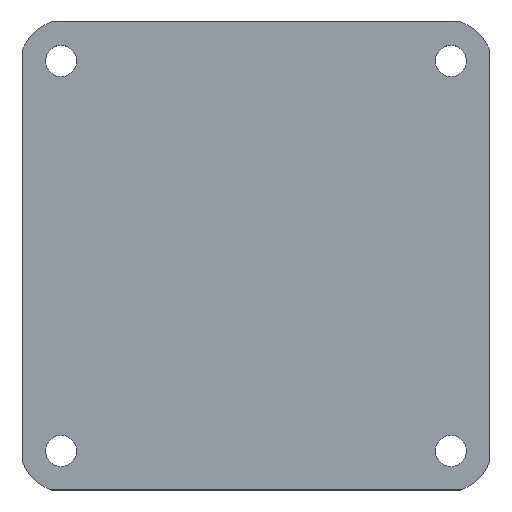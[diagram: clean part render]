
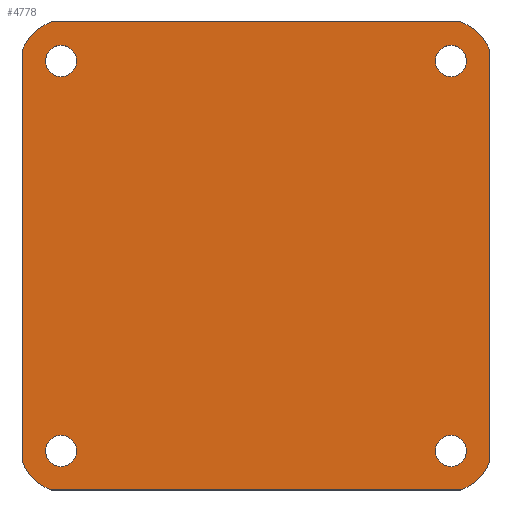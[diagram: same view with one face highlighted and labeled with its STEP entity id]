
A CAD part, top view. The second image highlights one B-rep face of the part: STEP entity #4778.
In plain terms, the highlighted planar face has unit normal (0, 0, 1).
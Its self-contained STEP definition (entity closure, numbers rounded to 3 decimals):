
#5 = DIRECTION ( 'NONE',  ( 0., 0., 1. ) ) ;
#98 = CARTESIAN_POINT ( 'NONE',  ( -96.464, 96.464, 8. ) ) ;
#117 = VERTEX_POINT ( 'NONE', #8446 ) ;
#118 = CARTESIAN_POINT ( 'NONE',  ( -108., -100., 8. ) ) ;
#296 = CARTESIAN_POINT ( 'NONE',  ( 120., -104.895, 8. ) ) ;
#423 = VERTEX_POINT ( 'NONE', #779 ) ;
#460 = DIRECTION ( 'NONE',  ( 0., 0., 1. ) ) ;
#490 = FACE_BOUND ( 'NONE', #1437, .T. ) ;
#604 = VERTEX_POINT ( 'NONE', #6217 ) ;
#642 = CARTESIAN_POINT ( 'NONE',  ( 120., 104.895, 8. ) ) ;
#675 = CIRCLE ( 'NONE', #1368, 8. ) ;
#751 = AXIS2_PLACEMENT_3D ( 'NONE', #3548, #5524, #8155 ) ;
#762 = CARTESIAN_POINT ( 'NONE',  ( -104.895, 120., 8. ) ) ;
#779 = CARTESIAN_POINT ( 'NONE',  ( 104.895, -120., 8. ) ) ;
#855 = AXIS2_PLACEMENT_3D ( 'NONE', #4583, #7200, #7796 ) ;
#862 = VECTOR ( 'NONE', #1618, 1000. ) ;
#881 = DIRECTION ( 'NONE',  ( 0., 0., 1. ) ) ;
#908 = EDGE_CURVE ( 'NONE', #3070, #7757, #5934, .T. ) ;
#1029 = CARTESIAN_POINT ( 'NONE',  ( -120., -104.895, 8. ) ) ;
#1159 = AXIS2_PLACEMENT_3D ( 'NONE', #3597, #1493, #2831 ) ;
#1181 = DIRECTION ( 'NONE',  ( 1., 0., 0. ) ) ;
#1184 = DIRECTION ( 'NONE',  ( 1., 0., 0. ) ) ;
#1263 = PLANE ( 'NONE',  #7250 ) ;
#1339 = ORIENTED_EDGE ( 'NONE', *, *, #3852, .T. ) ;
#1368 = AXIS2_PLACEMENT_3D ( 'NONE', #4245, #3614, #6219 ) ;
#1437 = EDGE_LOOP ( 'NONE', ( #4820, #5605 ) ) ;
#1493 = DIRECTION ( 'NONE',  ( 0., 0., 1. ) ) ;
#1552 = CIRCLE ( 'NONE', #3062, 8. ) ;
#1567 = DIRECTION ( 'NONE',  ( 0., 1., 0. ) ) ;
#1581 = DIRECTION ( 'NONE',  ( 1., 0., 0. ) ) ;
#1618 = DIRECTION ( 'NONE',  ( -1., 0., 0. ) ) ;
#1629 = EDGE_CURVE ( 'NONE', #7757, #423, #4205, .T. ) ;
#1652 = DIRECTION ( 'NONE',  ( 1., 0., 0. ) ) ;
#1656 = CIRCLE ( 'NONE', #5478, 25. ) ;
#1780 = ORIENTED_EDGE ( 'NONE', *, *, #5182, .F. ) ;
#1837 = VECTOR ( 'NONE', #6796, 1000. ) ;
#1896 = ORIENTED_EDGE ( 'NONE', *, *, #6359, .F. ) ;
#1973 = CARTESIAN_POINT ( 'NONE',  ( 108., 100., 8. ) ) ;
#2012 = VERTEX_POINT ( 'NONE', #6344 ) ;
#2073 = CIRCLE ( 'NONE', #4670, 8. ) ;
#2125 = ORIENTED_EDGE ( 'NONE', *, *, #2233, .F. ) ;
#2233 = EDGE_CURVE ( 'NONE', #604, #5665, #1552, .T. ) ;
#2303 = CARTESIAN_POINT ( 'NONE',  ( 120., 120., 8. ) ) ;
#2357 = CARTESIAN_POINT ( 'NONE',  ( 96.464, -96.464, 8. ) ) ;
#2392 = LINE ( 'NONE', #2303, #1837 ) ;
#2433 = DIRECTION ( 'NONE',  ( 1., 0., 0. ) ) ;
#2439 = ORIENTED_EDGE ( 'NONE', *, *, #4589, .T. ) ;
#2464 = DIRECTION ( 'NONE',  ( 1., 0., 0. ) ) ;
#2471 = ORIENTED_EDGE ( 'NONE', *, *, #6659, .T. ) ;
#2527 = CARTESIAN_POINT ( 'NONE',  ( 92., 100., 8. ) ) ;
#2533 = EDGE_CURVE ( 'NONE', #2012, #2782, #6907, .T. ) ;
#2782 = VERTEX_POINT ( 'NONE', #7242 ) ;
#2786 = ORIENTED_EDGE ( 'NONE', *, *, #3531, .F. ) ;
#2831 = DIRECTION ( 'NONE',  ( 1., 0., 0. ) ) ;
#2849 = CARTESIAN_POINT ( 'NONE',  ( -120., -120., 8. ) ) ;
#2993 = DIRECTION ( 'NONE',  ( 0., 0., 1. ) ) ;
#3062 = AXIS2_PLACEMENT_3D ( 'NONE', #7233, #7833, #1181 ) ;
#3070 = VERTEX_POINT ( 'NONE', #1029 ) ;
#3157 = ORIENTED_EDGE ( 'NONE', *, *, #1629, .T. ) ;
#3162 = VECTOR ( 'NONE', #1567, 1000. ) ;
#3238 = CARTESIAN_POINT ( 'NONE',  ( 104.895, 120., 8. ) ) ;
#3242 = DIRECTION ( 'NONE',  ( 0., 0., 1. ) ) ;
#3298 = VERTEX_POINT ( 'NONE', #642 ) ;
#3321 = DIRECTION ( 'NONE',  ( 0., 0., 1. ) ) ;
#3473 = EDGE_CURVE ( 'NONE', #5665, #604, #4166, .T. ) ;
#3495 = FACE_BOUND ( 'NONE', #5454, .T. ) ;
#3531 = EDGE_CURVE ( 'NONE', #117, #5844, #6358, .T. ) ;
#3548 = CARTESIAN_POINT ( 'NONE',  ( -100., -100., 8. ) ) ;
#3550 = CARTESIAN_POINT ( 'NONE',  ( 120., 120., 8. ) ) ;
#3577 = FACE_BOUND ( 'NONE', #3874, .T. ) ;
#3596 = VECTOR ( 'NONE', #8211, 1000. ) ;
#3597 = CARTESIAN_POINT ( 'NONE',  ( -100., 100., 8. ) ) ;
#3614 = DIRECTION ( 'NONE',  ( 0., 0., 1. ) ) ;
#3737 = VERTEX_POINT ( 'NONE', #762 ) ;
#3741 = CARTESIAN_POINT ( 'NONE',  ( -108., 100., 8. ) ) ;
#3816 = ORIENTED_EDGE ( 'NONE', *, *, #8348, .F. ) ;
#3830 = CARTESIAN_POINT ( 'NONE',  ( 100., 100., 8. ) ) ;
#3852 = EDGE_CURVE ( 'NONE', #3298, #4487, #5000, .T. ) ;
#3874 = EDGE_LOOP ( 'NONE', ( #3816, #2786 ) ) ;
#4166 = CIRCLE ( 'NONE', #1159, 8. ) ;
#4205 = LINE ( 'NONE', #2849, #3596 ) ;
#4245 = CARTESIAN_POINT ( 'NONE',  ( 100., 100., 8. ) ) ;
#4383 = DIRECTION ( 'NONE',  ( 0., 0., 1. ) ) ;
#4392 = AXIS2_PLACEMENT_3D ( 'NONE', #2357, #460, #1184 ) ;
#4487 = VERTEX_POINT ( 'NONE', #3238 ) ;
#4583 = CARTESIAN_POINT ( 'NONE',  ( -96.464, -96.464, 8. ) ) ;
#4589 = EDGE_CURVE ( 'NONE', #4487, #3737, #5474, .T. ) ;
#4636 = EDGE_CURVE ( 'NONE', #2782, #2012, #7033, .T. ) ;
#4670 = AXIS2_PLACEMENT_3D ( 'NONE', #3830, #4383, #2464 ) ;
#4763 = EDGE_CURVE ( 'NONE', #3298, #5565, #2392, .T. ) ;
#4778 = ADVANCED_FACE ( 'NONE', ( #3577, #3495, #4823, #490, #8343 ), #1263, .T. ) ;
#4809 = AXIS2_PLACEMENT_3D ( 'NONE', #7660, #7530, #1652 ) ;
#4820 = ORIENTED_EDGE ( 'NONE', *, *, #4636, .F. ) ;
#4823 = FACE_BOUND ( 'NONE', #6013, .T. ) ;
#4858 = AXIS2_PLACEMENT_3D ( 'NONE', #5507, #881, #7328 ) ;
#4919 = ORIENTED_EDGE ( 'NONE', *, *, #6040, .T. ) ;
#4954 = EDGE_LOOP ( 'NONE', ( #2439, #2471, #1896, #7812, #3157, #4919, #6407, #1339 ) ) ;
#5000 = CIRCLE ( 'NONE', #4858, 25. ) ;
#5182 = EDGE_CURVE ( 'NONE', #8151, #6177, #675, .T. ) ;
#5203 = CIRCLE ( 'NONE', #4392, 25. ) ;
#5454 = EDGE_LOOP ( 'NONE', ( #7140, #2125 ) ) ;
#5474 = LINE ( 'NONE', #3550, #862 ) ;
#5478 = AXIS2_PLACEMENT_3D ( 'NONE', #98, #5, #6516 ) ;
#5507 = CARTESIAN_POINT ( 'NONE',  ( 96.464, 96.464, 8. ) ) ;
#5524 = DIRECTION ( 'NONE',  ( 0., 0., 1. ) ) ;
#5565 = VERTEX_POINT ( 'NONE', #296 ) ;
#5601 = CARTESIAN_POINT ( 'NONE',  ( 100., -100., 8. ) ) ;
#5605 = ORIENTED_EDGE ( 'NONE', *, *, #2533, .F. ) ;
#5665 = VERTEX_POINT ( 'NONE', #3741 ) ;
#5844 = VERTEX_POINT ( 'NONE', #118 ) ;
#5934 = CIRCLE ( 'NONE', #855, 25. ) ;
#5987 = CARTESIAN_POINT ( 'NONE',  ( -120., -120., 8. ) ) ;
#6013 = EDGE_LOOP ( 'NONE', ( #6029, #1780 ) ) ;
#6029 = ORIENTED_EDGE ( 'NONE', *, *, #6537, .F. ) ;
#6040 = EDGE_CURVE ( 'NONE', #423, #5565, #5203, .T. ) ;
#6177 = VERTEX_POINT ( 'NONE', #2527 ) ;
#6217 = CARTESIAN_POINT ( 'NONE',  ( -92., 100., 8. ) ) ;
#6219 = DIRECTION ( 'NONE',  ( 1., 0., 0. ) ) ;
#6344 = CARTESIAN_POINT ( 'NONE',  ( 108., -100., 8. ) ) ;
#6345 = AXIS2_PLACEMENT_3D ( 'NONE', #7347, #3321, #7867 ) ;
#6358 = CIRCLE ( 'NONE', #751, 8. ) ;
#6359 = EDGE_CURVE ( 'NONE', #3070, #7264, #8050, .T. ) ;
#6407 = ORIENTED_EDGE ( 'NONE', *, *, #4763, .F. ) ;
#6471 = AXIS2_PLACEMENT_3D ( 'NONE', #5601, #2993, #1581 ) ;
#6516 = DIRECTION ( 'NONE',  ( -1., 0., 0. ) ) ;
#6537 = EDGE_CURVE ( 'NONE', #6177, #8151, #2073, .T. ) ;
#6541 = CARTESIAN_POINT ( 'NONE',  ( -104.895, -120., 8. ) ) ;
#6659 = EDGE_CURVE ( 'NONE', #3737, #7264, #1656, .T. ) ;
#6796 = DIRECTION ( 'NONE',  ( 0., -1., 0. ) ) ;
#6907 = CIRCLE ( 'NONE', #6345, 8. ) ;
#7018 = CARTESIAN_POINT ( 'NONE',  ( -120., 120., 8. ) ) ;
#7033 = CIRCLE ( 'NONE', #6471, 8. ) ;
#7035 = CARTESIAN_POINT ( 'NONE',  ( -120., 104.895, 8. ) ) ;
#7140 = ORIENTED_EDGE ( 'NONE', *, *, #3473, .F. ) ;
#7200 = DIRECTION ( 'NONE',  ( 0., 0., 1. ) ) ;
#7233 = CARTESIAN_POINT ( 'NONE',  ( -100., 100., 8. ) ) ;
#7242 = CARTESIAN_POINT ( 'NONE',  ( 92., -100., 8. ) ) ;
#7250 = AXIS2_PLACEMENT_3D ( 'NONE', #7018, #3242, #2433 ) ;
#7264 = VERTEX_POINT ( 'NONE', #7035 ) ;
#7282 = CIRCLE ( 'NONE', #4809, 8. ) ;
#7328 = DIRECTION ( 'NONE',  ( 1., 0., 0. ) ) ;
#7347 = CARTESIAN_POINT ( 'NONE',  ( 100., -100., 8. ) ) ;
#7530 = DIRECTION ( 'NONE',  ( 0., 0., 1. ) ) ;
#7660 = CARTESIAN_POINT ( 'NONE',  ( -100., -100., 8. ) ) ;
#7757 = VERTEX_POINT ( 'NONE', #6541 ) ;
#7796 = DIRECTION ( 'NONE',  ( -1., 0., 0. ) ) ;
#7812 = ORIENTED_EDGE ( 'NONE', *, *, #908, .T. ) ;
#7833 = DIRECTION ( 'NONE',  ( 0., 0., 1. ) ) ;
#7867 = DIRECTION ( 'NONE',  ( 1., 0., 0. ) ) ;
#8050 = LINE ( 'NONE', #5987, #3162 ) ;
#8151 = VERTEX_POINT ( 'NONE', #1973 ) ;
#8155 = DIRECTION ( 'NONE',  ( 1., 0., 0. ) ) ;
#8211 = DIRECTION ( 'NONE',  ( 1., 0., 0. ) ) ;
#8343 = FACE_OUTER_BOUND ( 'NONE', #4954, .T. ) ;
#8348 = EDGE_CURVE ( 'NONE', #5844, #117, #7282, .T. ) ;
#8446 = CARTESIAN_POINT ( 'NONE',  ( -92., -100., 8. ) ) ;
